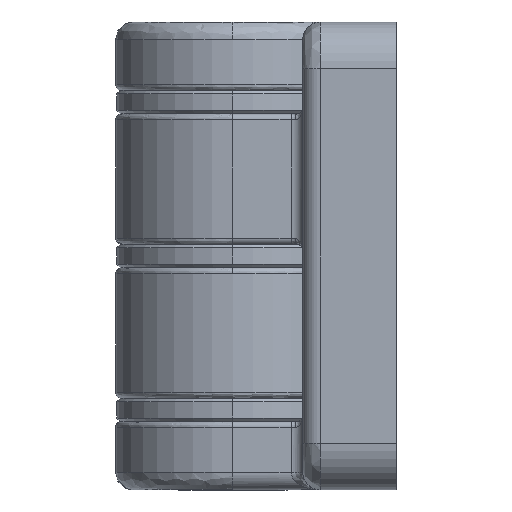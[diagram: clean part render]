
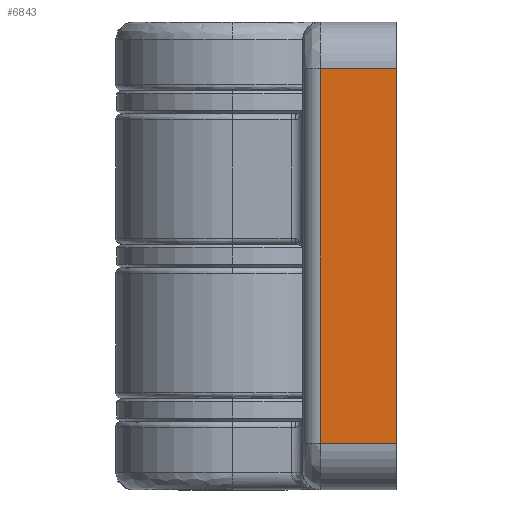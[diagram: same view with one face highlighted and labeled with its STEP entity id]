
A CAD part, left-side view. The second image highlights one B-rep face of the part: STEP entity #6843.
In plain terms, the highlighted planar face has unit normal (-1, 0, 0).
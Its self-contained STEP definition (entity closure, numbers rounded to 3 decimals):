
#153 = DIRECTION ( 'NONE',  ( 0., 1., 0. ) ) ;
#399 = ORIENTED_EDGE ( 'NONE', *, *, #5020, .T. ) ;
#495 = VERTEX_POINT ( 'NONE', #4136 ) ;
#579 = ORIENTED_EDGE ( 'NONE', *, *, #4255, .T. ) ;
#1440 = VERTEX_POINT ( 'NONE', #6182 ) ;
#2215 = CARTESIAN_POINT ( 'NONE',  ( -29.794, -5.617, -36.621 ) ) ;
#2311 = ORIENTED_EDGE ( 'NONE', *, *, #7402, .F. ) ;
#3049 = DIRECTION ( 'NONE',  ( 0., 0., -1. ) ) ;
#3154 = VERTEX_POINT ( 'NONE', #3556 ) ;
#3348 = LINE ( 'NONE', #5950, #6886 ) ;
#3445 = VECTOR ( 'NONE', #7088, 1000. ) ;
#3509 = VERTEX_POINT ( 'NONE', #7322 ) ;
#3556 = CARTESIAN_POINT ( 'NONE',  ( -29.794, -7.117, -4.621 ) ) ;
#3826 = CARTESIAN_POINT ( 'NONE',  ( -29.794, -5.617, -40.621 ) ) ;
#4136 = CARTESIAN_POINT ( 'NONE',  ( -29.794, -13.617, -4.621 ) ) ;
#4255 = EDGE_CURVE ( 'NONE', #495, #3154, #3348, .T. ) ;
#4554 = LINE ( 'NONE', #2215, #3445 ) ;
#4687 = EDGE_LOOP ( 'NONE', ( #6113, #2311, #579, #399 ) ) ;
#4834 = LINE ( 'NONE', #6235, #5761 ) ;
#4864 = EDGE_CURVE ( 'NONE', #1440, #3509, #4554, .T. ) ;
#5020 = EDGE_CURVE ( 'NONE', #3154, #3509, #6809, .T. ) ;
#5037 = VECTOR ( 'NONE', #7386, 1000. ) ;
#5761 = VECTOR ( 'NONE', #3049, 1000. ) ;
#5950 = CARTESIAN_POINT ( 'NONE',  ( -29.794, -5.617, -4.621 ) ) ;
#6113 = ORIENTED_EDGE ( 'NONE', *, *, #4864, .F. ) ;
#6165 = AXIS2_PLACEMENT_3D ( 'NONE', #3826, #6240, #6902 ) ;
#6182 = CARTESIAN_POINT ( 'NONE',  ( -29.794, -13.617, -36.621 ) ) ;
#6235 = CARTESIAN_POINT ( 'NONE',  ( -29.794, -13.617, -40.621 ) ) ;
#6240 = DIRECTION ( 'NONE',  ( -1., 0., 0. ) ) ;
#6278 = PLANE ( 'NONE',  #6165 ) ;
#6769 = CARTESIAN_POINT ( 'NONE',  ( -29.794, -7.117, -40.621 ) ) ;
#6809 = LINE ( 'NONE', #6769, #5037 ) ;
#6843 = ADVANCED_FACE ( 'NONE', ( #6982 ), #6278, .T. ) ;
#6886 = VECTOR ( 'NONE', #153, 1000. ) ;
#6902 = DIRECTION ( 'NONE',  ( 0., 0., 1. ) ) ;
#6982 = FACE_OUTER_BOUND ( 'NONE', #4687, .T. ) ;
#7088 = DIRECTION ( 'NONE',  ( 0., 1., 0. ) ) ;
#7322 = CARTESIAN_POINT ( 'NONE',  ( -29.794, -7.117, -36.621 ) ) ;
#7386 = DIRECTION ( 'NONE',  ( 0., 0., -1. ) ) ;
#7402 = EDGE_CURVE ( 'NONE', #495, #1440, #4834, .T. ) ;
